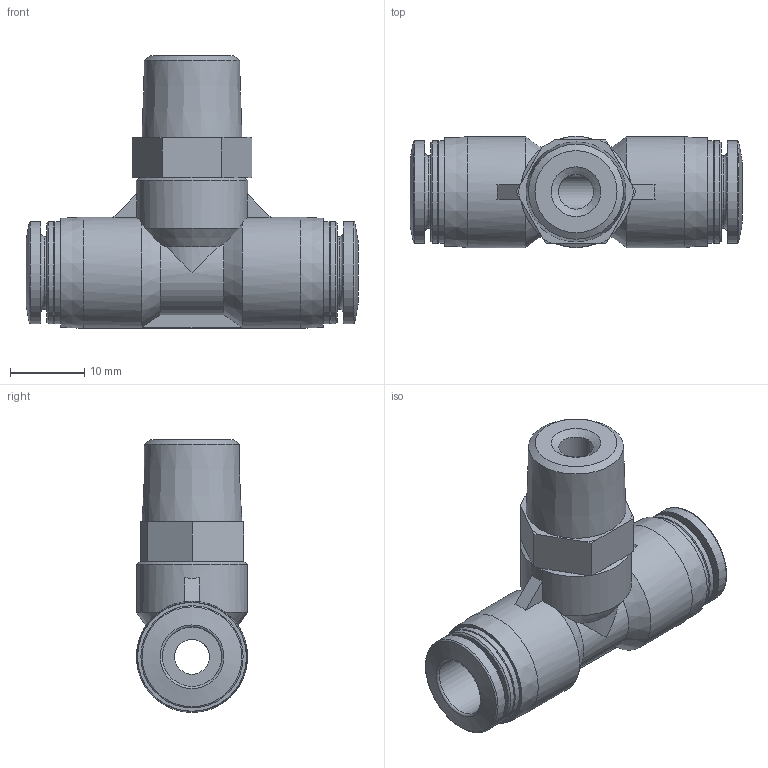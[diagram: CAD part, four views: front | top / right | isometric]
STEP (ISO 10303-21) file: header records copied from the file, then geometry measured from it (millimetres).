
FILE_DESCRIPTION(/* description */ ('STEP AP214'),/* implementation_level */ '2;1');
FILE_NAME(/* name */ '133076_NPQP-T-R14-Q8-FD-P10',/* time_stamp */ '2024-09-13T07:44:48+02:00',/* author */ ('License CC BY-ND 4.0'),/* organization */ ('CADENAS'),/* preprocessor_version */ 'ST-DEVELOPER v19.3',/* originating_system */ 'PARTsolutions',/* authorisation */ ' ');
FILE_SCHEMA (('MODEL_BASED_INTEGRATED_MANUFACTURING_SCHEMA','AUTOMOTIVE_DESIGN {1 0 10303 214 3 1 1}'));
Length unit declared in the file: millimetre
Products named in the file (1): 133076 NPQP-T-R14-Q8-FD-P10
Bounding box: 44.8 x 15 x 36.8 mm (x, y, z)
Volume: 8017.4 mm3; surface area: 5071.1 mm2
Topology: 1 solids, 1 shells, 85 faces, 200 edges, 125 vertices
Faces by surface type: plane 31, cone 30, cylinder 18, torus 6
Full cylindrical faces by diameter (mm): 4.7 x2, 8 x2, 9.8 x2, 13.8 x6, 15 x2
Entity records: 2315 total; most frequent: CARTESIAN_POINT 479, DIRECTION 383, ORIENTED_EDGE 326, AXIS2_PLACEMENT_3D 170, EDGE_CURVE 163, EDGE_LOOP 131, FACE_BOUND 131, VERTEX_POINT 122
